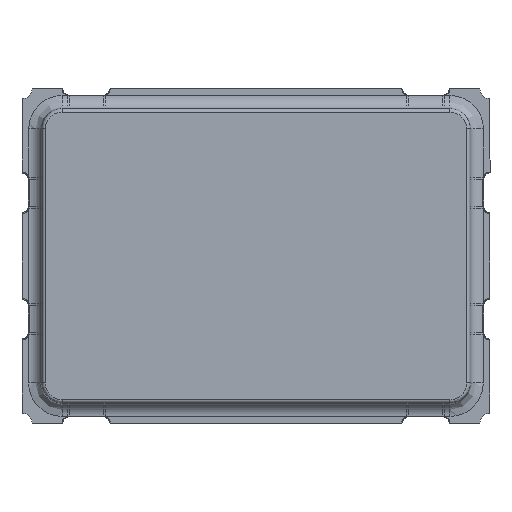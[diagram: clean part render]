
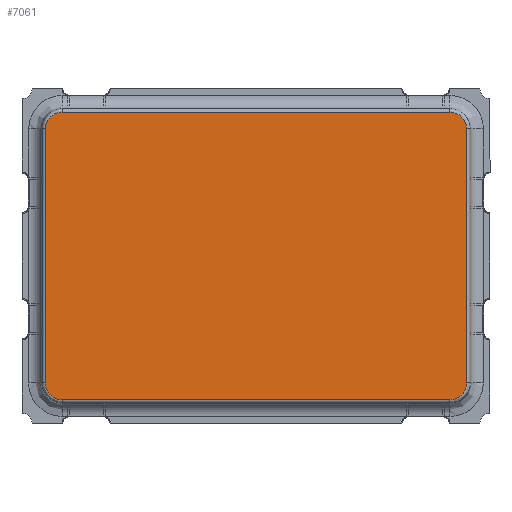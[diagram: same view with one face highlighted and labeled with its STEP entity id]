
A CAD part, top view. The second image highlights one B-rep face of the part: STEP entity #7061.
In plain terms, the highlighted planar face has unit normal (0, 0, 1).
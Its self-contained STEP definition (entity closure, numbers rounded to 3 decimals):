
#77 = EDGE_CURVE ( 'NONE', #4193, #6125, #3531, .T. ) ;
#103 = ORIENTED_EDGE ( 'NONE', *, *, #77, .F. ) ;
#105 = CARTESIAN_POINT ( 'NONE',  ( 2.9, -2.15, 1.3 ) ) ;
#120 = CARTESIAN_POINT ( 'NONE',  ( -2.969, 2.15, 1.3 ) ) ;
#121 = ORIENTED_EDGE ( 'NONE', *, *, #1206, .F. ) ;
#203 = CARTESIAN_POINT ( 'NONE',  ( -3.15, -1.9, 1.3 ) ) ;
#334 = CARTESIAN_POINT ( 'NONE',  ( -2.9, 2.15, 1.3 ) ) ;
#358 = CARTESIAN_POINT ( 'NONE',  ( 3.15, 1.9, 1.3 ) ) ;
#476 = CARTESIAN_POINT ( 'NONE',  ( -2.963, -2.144, 1.3 ) ) ;
#647 = CARTESIAN_POINT ( 'NONE',  ( 3.046, 2.15, 1.3 ) ) ;
#674 = AXIS2_PLACEMENT_3D ( 'NONE', #2649, #7062, #2753 ) ;
#768 = ORIENTED_EDGE ( 'NONE', *, *, #6078, .T. ) ;
#770 = EDGE_CURVE ( 'NONE', #5369, #6349, #1377, .T. ) ;
#786 = CARTESIAN_POINT ( 'NONE',  ( 3.15, 1.9, 1.3 ) ) ;
#1206 = EDGE_CURVE ( 'NONE', #5506, #4193, #5664, .T. ) ;
#1284 = CARTESIAN_POINT ( 'NONE',  ( -3.15, 1.932, 1.3 ) ) ;
#1377 = B_SPLINE_CURVE_WITH_KNOTS ( 'NONE', 3,
 ( #334, #120, #5634, #5101, #6169, #5068, #4492, #3623, #1284, #6777 ),
 .UNSPECIFIED., .F., .F.,
 ( 4, 2, 2, 2, 4 ),
 ( 0., 0.5, 0.625, 0.75, 1. ),
 .UNSPECIFIED. ) ;
#1535 = PLANE ( 'NONE',  #674 ) ;
#1670 = ORIENTED_EDGE ( 'NONE', *, *, #6862, .T. ) ;
#1735 = CARTESIAN_POINT ( 'NONE',  ( 2.9, -2.15, 1.3 ) ) ;
#1838 = CARTESIAN_POINT ( 'NONE',  ( -3.15, 1.9, 1.3 ) ) ;
#1945 = CARTESIAN_POINT ( 'NONE',  ( -2.9, -2.15, 1.3 ) ) ;
#2227 = CARTESIAN_POINT ( 'NONE',  ( -3.024, -2.118, 1.3 ) ) ;
#2369 = VECTOR ( 'NONE', #4993, 1000. ) ;
#2463 = CARTESIAN_POINT ( 'NONE',  ( -3.15, 1.9, 1.3 ) ) ;
#2592 = VECTOR ( 'NONE', #5600, 1000. ) ;
#2649 = CARTESIAN_POINT ( 'NONE',  ( 2.9, 1.9, 1.3 ) ) ;
#2687 = CARTESIAN_POINT ( 'NONE',  ( 2.9, 2.15, 1.3 ) ) ;
#2752 = CARTESIAN_POINT ( 'NONE',  ( -3.15, -1.9, 1.3 ) ) ;
#2753 = DIRECTION ( 'NONE',  ( 1., 0., 0. ) ) ;
#2803 = CARTESIAN_POINT ( 'NONE',  ( 3.046, -2.15, 1.3 ) ) ;
#3132 = B_SPLINE_CURVE_WITH_KNOTS ( 'NONE', 3,
 ( #2752, #6618, #4410, #3228, #4307, #2227, #6470, #476, #3816, #4916 ),
 .UNSPECIFIED., .F., .F.,
 ( 4, 2, 2, 2, 4 ),
 ( 0., 0.5, 0.625, 0.75, 1. ),
 .UNSPECIFIED. ) ;
#3151 = EDGE_CURVE ( 'NONE', #4934, #6125, #3132, .T. ) ;
#3192 = CARTESIAN_POINT ( 'NONE',  ( -2.9, 2.15, 1.3 ) ) ;
#3198 = FACE_OUTER_BOUND ( 'NONE', #6092, .T. ) ;
#3228 = CARTESIAN_POINT ( 'NONE',  ( -3.065, -2.089, 1.3 ) ) ;
#3388 = CARTESIAN_POINT ( 'NONE',  ( 2.9, 2.15, 1.3 ) ) ;
#3456 = LINE ( 'NONE', #786, #6745 ) ;
#3499 = ORIENTED_EDGE ( 'NONE', *, *, #5897, .F. ) ;
#3531 = LINE ( 'NONE', #5713, #5985 ) ;
#3623 = CARTESIAN_POINT ( 'NONE',  ( -3.144, 1.963, 1.3 ) ) ;
#3661 = VERTEX_POINT ( 'NONE', #3388 ) ;
#3672 = EDGE_CURVE ( 'NONE', #3661, #4291, #4707, .T. ) ;
#3733 = ORIENTED_EDGE ( 'NONE', *, *, #770, .T. ) ;
#3816 = CARTESIAN_POINT ( 'NONE',  ( -2.932, -2.15, 1.3 ) ) ;
#3916 = CARTESIAN_POINT ( 'NONE',  ( 3.15, -1.9, 1.3 ) ) ;
#3923 = LINE ( 'NONE', #2687, #2369 ) ;
#4193 = VERTEX_POINT ( 'NONE', #105 ) ;
#4291 = VERTEX_POINT ( 'NONE', #358 ) ;
#4307 = CARTESIAN_POINT ( 'NONE',  ( -3.052, -2.099, 1.3 ) ) ;
#4410 = CARTESIAN_POINT ( 'NONE',  ( -3.124, -2.029, 1.3 ) ) ;
#4492 = CARTESIAN_POINT ( 'NONE',  ( -3.127, 2.007, 1.3 ) ) ;
#4505 = CARTESIAN_POINT ( 'NONE',  ( 3.15, 1.9, 1.3 ) ) ;
#4566 = LINE ( 'NONE', #1838, #2592 ) ;
#4681 = ORIENTED_EDGE ( 'NONE', *, *, #3672, .F. ) ;
#4707 =( BOUNDED_CURVE ( )  B_SPLINE_CURVE ( 3, ( #5575, #647, #5047, #4505 ),
 .UNSPECIFIED., .F., .T. ) 
 B_SPLINE_CURVE_WITH_KNOTS ( ( 4, 4 ),
 ( 0., 1. ),
 .UNSPECIFIED. ) 
 CURVE ( )  GEOMETRIC_REPRESENTATION_ITEM ( )  RATIONAL_B_SPLINE_CURVE ( ( 1., 0.805, 0.805, 1. ) ) 
 REPRESENTATION_ITEM ( '' )  );
#4916 = CARTESIAN_POINT ( 'NONE',  ( -2.9, -2.15, 1.3 ) ) ;
#4934 = VERTEX_POINT ( 'NONE', #203 ) ;
#4993 = DIRECTION ( 'NONE',  ( 1., 0., 0. ) ) ;
#5047 = CARTESIAN_POINT ( 'NONE',  ( 3.15, 2.046, 1.3 ) ) ;
#5068 = CARTESIAN_POINT ( 'NONE',  ( -3.118, 2.024, 1.3 ) ) ;
#5101 = CARTESIAN_POINT ( 'NONE',  ( -3.089, 2.065, 1.3 ) ) ;
#5369 = VERTEX_POINT ( 'NONE', #3192 ) ;
#5500 = CARTESIAN_POINT ( 'NONE',  ( 3.15, -2.046, 1.3 ) ) ;
#5506 = VERTEX_POINT ( 'NONE', #3916 ) ;
#5575 = CARTESIAN_POINT ( 'NONE',  ( 2.9, 2.15, 1.3 ) ) ;
#5600 = DIRECTION ( 'NONE',  ( 0., -1., 0. ) ) ;
#5634 = CARTESIAN_POINT ( 'NONE',  ( -3.029, 2.124, 1.3 ) ) ;
#5664 =( BOUNDED_CURVE ( )  B_SPLINE_CURVE ( 3, ( #6563, #5500, #2803, #1735 ),
 .UNSPECIFIED., .F., .T. ) 
 B_SPLINE_CURVE_WITH_KNOTS ( ( 4, 4 ),
 ( 0., 1. ),
 .UNSPECIFIED. ) 
 CURVE ( )  GEOMETRIC_REPRESENTATION_ITEM ( )  RATIONAL_B_SPLINE_CURVE ( ( 1., 0.805, 0.805, 1. ) ) 
 REPRESENTATION_ITEM ( '' )  );
#5713 = CARTESIAN_POINT ( 'NONE',  ( 2.9, -2.15, 1.3 ) ) ;
#5897 = EDGE_CURVE ( 'NONE', #5369, #3661, #3923, .T. ) ;
#5985 = VECTOR ( 'NONE', #6717, 1000. ) ;
#6078 = EDGE_CURVE ( 'NONE', #6349, #4934, #4566, .T. ) ;
#6092 = EDGE_LOOP ( 'NONE', ( #1670, #4681, #3499, #3733, #768, #6739, #103, #121 ) ) ;
#6125 = VERTEX_POINT ( 'NONE', #1945 ) ;
#6169 = CARTESIAN_POINT ( 'NONE',  ( -3.099, 2.052, 1.3 ) ) ;
#6349 = VERTEX_POINT ( 'NONE', #2463 ) ;
#6470 = CARTESIAN_POINT ( 'NONE',  ( -3.007, -2.127, 1.3 ) ) ;
#6563 = CARTESIAN_POINT ( 'NONE',  ( 3.15, -1.9, 1.3 ) ) ;
#6618 = CARTESIAN_POINT ( 'NONE',  ( -3.15, -1.969, 1.3 ) ) ;
#6702 = DIRECTION ( 'NONE',  ( 0., 1., 0. ) ) ;
#6717 = DIRECTION ( 'NONE',  ( -1., 0., 0. ) ) ;
#6739 = ORIENTED_EDGE ( 'NONE', *, *, #3151, .T. ) ;
#6745 = VECTOR ( 'NONE', #6702, 1000. ) ;
#6777 = CARTESIAN_POINT ( 'NONE',  ( -3.15, 1.9, 1.3 ) ) ;
#6862 = EDGE_CURVE ( 'NONE', #5506, #4291, #3456, .T. ) ;
#7061 = ADVANCED_FACE ( 'NONE', ( #3198 ), #1535, .T. ) ;
#7062 = DIRECTION ( 'NONE',  ( 0., 0., 1. ) ) ;
